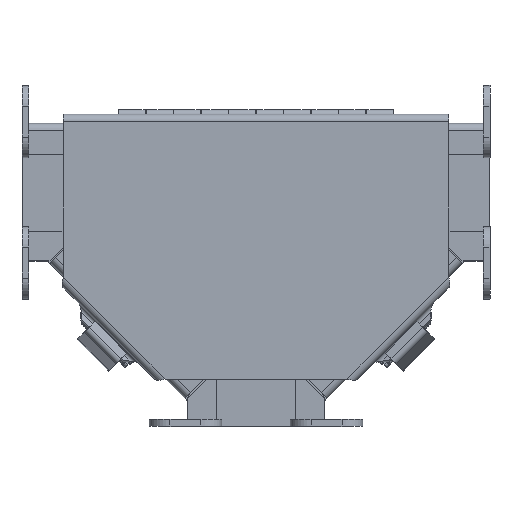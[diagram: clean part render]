
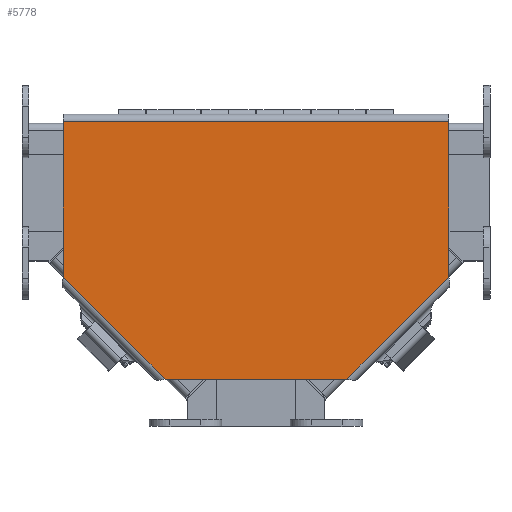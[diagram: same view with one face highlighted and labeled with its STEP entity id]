
A CAD part, top view. The second image highlights one B-rep face of the part: STEP entity #5778.
In plain terms, the highlighted planar face has unit normal (0, 0, 1).
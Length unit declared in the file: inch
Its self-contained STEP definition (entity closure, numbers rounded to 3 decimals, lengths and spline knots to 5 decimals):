
#325=PLANE('',#6128);
#568=FACE_OUTER_BOUND('',#889,.T.);
#889=EDGE_LOOP('',(#4291,#4292,#4293,#4294,#4295,#4296));
#1538=LINE('',#8770,#2128);
#1544=LINE('',#8852,#2134);
#1550=LINE('',#8926,#2140);
#1553=LINE('',#8931,#2143);
#1554=LINE('',#8933,#2144);
#1555=LINE('',#8934,#2145);
#2128=VECTOR('',#6941,2.61529);
#2134=VECTOR('',#6951,2.61529);
#2140=VECTOR('',#6961,2.82671);
#2143=VECTOR('',#6966,3.30142);
#2144=VECTOR('',#6967,2.82671);
#2145=VECTOR('',#6968,7.);
#2660=VERTEX_POINT('',#8761);
#2661=VERTEX_POINT('',#8769);
#2666=VERTEX_POINT('',#8843);
#2667=VERTEX_POINT('',#8851);
#2672=VERTEX_POINT('',#8925);
#2674=VERTEX_POINT('',#8932);
#3265=EDGE_CURVE('',#2661,#2660,#1538,.T.);
#3275=EDGE_CURVE('',#2667,#2666,#1544,.T.);
#3284=EDGE_CURVE('',#2661,#2672,#1550,.T.);
#3287=EDGE_CURVE('',#2667,#2660,#1553,.T.);
#3288=EDGE_CURVE('',#2674,#2666,#1554,.T.);
#3289=EDGE_CURVE('',#2674,#2672,#1555,.T.);
#4291=ORIENTED_EDGE('',*,*,#3265,.T.);
#4292=ORIENTED_EDGE('',*,*,#3287,.F.);
#4293=ORIENTED_EDGE('',*,*,#3275,.T.);
#4294=ORIENTED_EDGE('',*,*,#3288,.F.);
#4295=ORIENTED_EDGE('',*,*,#3289,.T.);
#4296=ORIENTED_EDGE('',*,*,#3284,.F.);
#5778=ADVANCED_FACE('',(#568),#325,.T.);
#6128=AXIS2_PLACEMENT_3D('',#8930,#6964,#6965);
#6941=DIRECTION('',(0.707,-0.707,0.));
#6951=DIRECTION('',(0.707,0.707,0.));
#6961=DIRECTION('',(0.,1.,0.));
#6964=DIRECTION('center_axis',(0.,0.,1.));
#6965=DIRECTION('ref_axis',(1.,0.,0.));
#6966=DIRECTION('',(-1.,0.,0.));
#6967=DIRECTION('',(0.,-1.,0.));
#6968=DIRECTION('',(-1.,0.,0.));
#8761=CARTESIAN_POINT('',(-1.65071,-2.40625,0.074));
#8769=CARTESIAN_POINT('',(-3.5,-0.55696,0.074));
#8770=CARTESIAN_POINT('',(-2.83117,-1.22579,0.074));
#8843=CARTESIAN_POINT('',(3.5,-0.55696,0.074));
#8851=CARTESIAN_POINT('',(1.65071,-2.40625,0.074));
#8852=CARTESIAN_POINT('',(1.90652,-2.15044,0.074));
#8925=CARTESIAN_POINT('',(-3.5,2.26975,0.074));
#8926=CARTESIAN_POINT('',(-3.5,2.40625,0.074));
#8930=CARTESIAN_POINT('Origin',(0.,0.26772,
0.074));
#8931=CARTESIAN_POINT('',(-3.5,-2.40625,0.074));
#8932=CARTESIAN_POINT('',(3.5,2.26975,0.074));
#8933=CARTESIAN_POINT('',(3.5,-2.40625,0.074));
#8934=CARTESIAN_POINT('',(1.75,2.26975,0.074));
